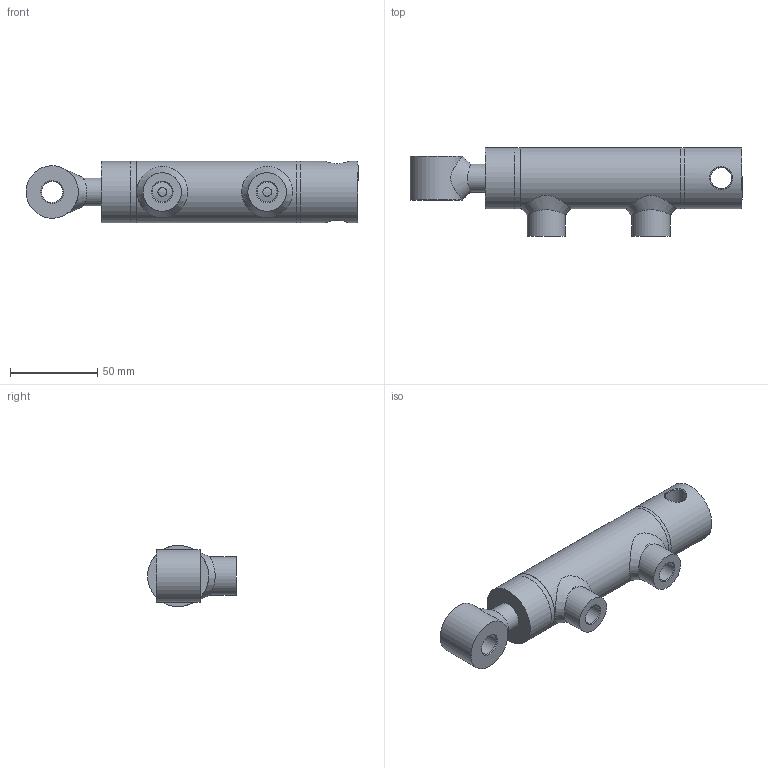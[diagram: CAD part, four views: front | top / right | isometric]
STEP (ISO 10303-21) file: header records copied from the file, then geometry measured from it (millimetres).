
FILE_DESCRIPTION(/* description */ (''),/* implementation_level */ '2;1');
FILE_NAME(/* name */ 'CY0250160050B12G12-1.stp',/* time_stamp */ '2022-05-18T08:32:47+02:00',/* author */ ('msn'),/* organization */ (''),/* preprocessor_version */ 'ST-DEVELOPER v19',/* originating_system */ 'Autodesk Inventor 2023',/* authorisation */ '');
FILE_SCHEMA (('AUTOMOTIVE_DESIGN { 1 0 10303 214 3 1 1 }'));
Length unit declared in the file: millimetre
Products named in the file (8): CY0250160050B12G12-1; CY0250160050B12G12-1_1; indskuning; Rør Ø35; Stok Ø16; end plug; svejsebøsning; bøsning
Assembly tree (8 placements, depth 2):
  CY0250160050B12G12-1
    CY0250160050B12G12-1_1
    bøsning  x2
    indskuning
    Rør Ø35
    Stok Ø16
    end plug
    svejsebøsning
Bounding box: 189.98 x 50.82 x 35 mm (x, y, z)
Volume: 138610.9 mm3; surface area: 50635.1 mm2
Topology: 12 solids, 12 shells, 55 faces, 131 edges, 90 vertices
Faces by surface type: cylinder 23, plane 16, cone 10, bspline 6
Full cylindrical faces by diameter (mm): 5 x2, 11.445 x2, 12.1 x2, 16 x3, 22 x4, 25 x1, 30 x1, 35 x5
Entity records: 3773 total; most frequent: CARTESIAN_POINT 2308, ORIENTED_EDGE 244, DIRECTION 230, EDGE_CURVE 122, AXIS2_PLACEMENT_3D 97, VERTEX_POINT 84, EDGE_LOOP 68, FACE_OUTER_BOUND 50
